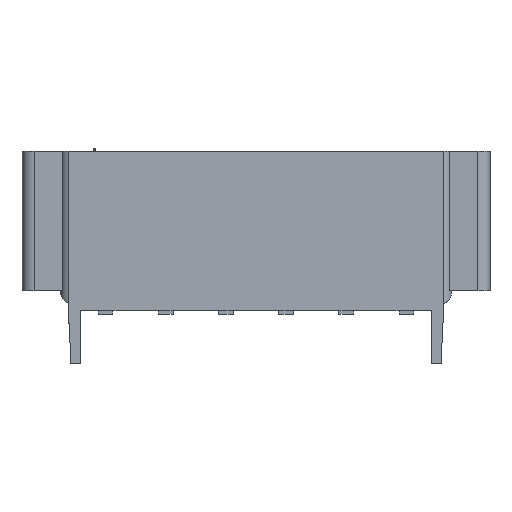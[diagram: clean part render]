
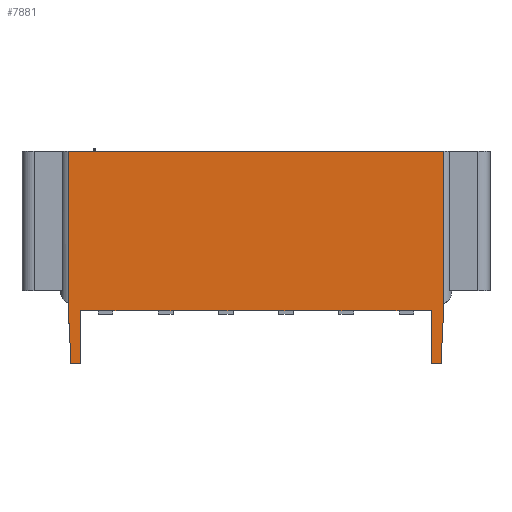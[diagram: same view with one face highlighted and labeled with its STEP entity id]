
A CAD part, front view. The second image highlights one B-rep face of the part: STEP entity #7881.
In plain terms, the highlighted planar face has unit normal (0, -1, 0).
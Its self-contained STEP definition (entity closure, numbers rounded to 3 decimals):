
#92=DIRECTION('',(1.,0.,0.));
#93=VECTOR('',#92,15.875);
#94=CARTESIAN_POINT('',(-7.938,-2.388,0.));
#95=LINE('',#94,#93);
#399=DIRECTION('',(0.,0.,1.));
#400=VECTOR('',#399,2.235);
#401=CARTESIAN_POINT('',(-7.43,-2.388,-8.966));
#402=LINE('',#401,#400);
#416=DIRECTION('',(1.,0.,0.));
#417=VECTOR('',#416,1.918);
#418=CARTESIAN_POINT('',(4.121,-2.388,-6.731));
#419=LINE('',#418,#417);
#420=DIRECTION('',(1.,0.,0.));
#421=VECTOR('',#420,0.623);
#422=CARTESIAN_POINT('',(3.499,-2.388,-6.731));
#423=LINE('',#422,#421);
#424=DIRECTION('',(1.,0.,0.));
#425=VECTOR('',#424,1.918);
#426=CARTESIAN_POINT('',(1.581,-2.388,-6.731));
#427=LINE('',#426,#425);
#428=DIRECTION('',(1.,0.,0.));
#429=VECTOR('',#428,0.623);
#430=CARTESIAN_POINT('',(0.959,-2.388,-6.731));
#431=LINE('',#430,#429);
#432=DIRECTION('',(1.,0.,0.));
#433=VECTOR('',#432,1.918);
#434=CARTESIAN_POINT('',(-0.959,-2.388,-6.731));
#435=LINE('',#434,#433);
#436=DIRECTION('',(1.,0.,0.));
#437=VECTOR('',#436,0.623);
#438=CARTESIAN_POINT('',(-1.581,-2.388,-6.731));
#439=LINE('',#438,#437);
#440=DIRECTION('',(1.,0.,0.));
#441=VECTOR('',#440,1.918);
#442=CARTESIAN_POINT('',(-3.499,-2.388,-6.731));
#443=LINE('',#442,#441);
#444=DIRECTION('',(1.,0.,0.));
#445=VECTOR('',#444,0.623);
#446=CARTESIAN_POINT('',(-4.121,-2.388,-6.731));
#447=LINE('',#446,#445);
#448=DIRECTION('',(1.,0.,0.));
#449=VECTOR('',#448,1.918);
#450=CARTESIAN_POINT('',(-6.039,-2.388,-6.731));
#451=LINE('',#450,#449);
#452=DIRECTION('',(1.,0.,0.));
#453=VECTOR('',#452,0.623);
#454=CARTESIAN_POINT('',(-6.661,-2.388,-6.731));
#455=LINE('',#454,#453);
#456=DIRECTION('',(1.,0.,0.));
#457=VECTOR('',#456,0.768);
#458=CARTESIAN_POINT('',(-7.43,-2.388,-6.731));
#459=LINE('',#458,#457);
#460=DIRECTION('',(-0.05,0.,0.999));
#461=VECTOR('',#460,2.543);
#462=CARTESIAN_POINT('',(-7.811,-2.388,-8.966));
#463=LINE('',#462,#461);
#464=DIRECTION('',(0.,0.,1.));
#465=VECTOR('',#464,6.426);
#466=CARTESIAN_POINT('',(-7.938,-2.388,-6.426));
#467=LINE('',#466,#465);
#468=DIRECTION('',(0.,0.,-1.));
#469=VECTOR('',#468,6.426);
#470=CARTESIAN_POINT('',(7.938,-2.388,0.));
#471=LINE('',#470,#469);
#472=DIRECTION('',(-0.05,0.,-0.999));
#473=VECTOR('',#472,2.543);
#474=CARTESIAN_POINT('',(7.938,-2.388,-6.426));
#475=LINE('',#474,#473);
#476=DIRECTION('',(1.,0.,0.));
#477=VECTOR('',#476,0.768);
#478=CARTESIAN_POINT('',(6.661,-2.388,-6.731));
#479=LINE('',#478,#477);
#480=DIRECTION('',(1.,0.,0.));
#481=VECTOR('',#480,0.623);
#482=CARTESIAN_POINT('',(6.039,-2.388,-6.731));
#483=LINE('',#482,#481);
#614=DIRECTION('',(0.,0.,-1.));
#615=VECTOR('',#614,2.235);
#616=CARTESIAN_POINT('',(7.43,-2.388,-6.731));
#617=LINE('',#616,#615);
#703=DIRECTION('',(1.,0.,0.));
#704=VECTOR('',#703,0.381);
#705=CARTESIAN_POINT('',(-7.811,-2.388,-8.966));
#706=LINE('',#705,#704);
#774=DIRECTION('',(1.,0.,0.));
#775=VECTOR('',#774,0.381);
#776=CARTESIAN_POINT('',(7.43,-2.388,-8.966));
#777=LINE('',#776,#775);
#6342=CARTESIAN_POINT('',(7.43,-2.388,-8.966));
#6344=VERTEX_POINT('',#6342);
#6347=CARTESIAN_POINT('',(-7.938,-2.388,0.));
#6348=VERTEX_POINT('',#6347);
#6349=CARTESIAN_POINT('',(7.938,-2.388,0.));
#6350=VERTEX_POINT('',#6349);
#6351=CARTESIAN_POINT('',(-7.43,-2.388,-8.966));
#6353=VERTEX_POINT('',#6351);
#6389=CARTESIAN_POINT('',(7.811,-2.388,-8.966));
#6391=VERTEX_POINT('',#6389);
#6394=CARTESIAN_POINT('',(7.938,-2.388,-6.426));
#6395=VERTEX_POINT('',#6394);
#6396=CARTESIAN_POINT('',(-7.811,-2.388,-8.966));
#6397=CARTESIAN_POINT('',(-7.938,-2.388,-6.426));
#6398=VERTEX_POINT('',#6396);
#6399=VERTEX_POINT('',#6397);
#7302=CARTESIAN_POINT('',(-6.661,-2.388,-6.731));
#7303=VERTEX_POINT('',#7302);
#7306=CARTESIAN_POINT('',(-6.039,-2.388,-6.731));
#7307=VERTEX_POINT('',#7306);
#7322=CARTESIAN_POINT('',(-4.121,-2.388,-6.731));
#7323=VERTEX_POINT('',#7322);
#7326=CARTESIAN_POINT('',(-3.499,-2.388,-6.731));
#7327=VERTEX_POINT('',#7326);
#7342=CARTESIAN_POINT('',(-1.581,-2.388,-6.731));
#7343=VERTEX_POINT('',#7342);
#7346=CARTESIAN_POINT('',(-0.959,-2.388,-6.731));
#7347=VERTEX_POINT('',#7346);
#7362=CARTESIAN_POINT('',(0.959,-2.388,-6.731));
#7363=VERTEX_POINT('',#7362);
#7366=CARTESIAN_POINT('',(1.581,-2.388,-6.731));
#7367=VERTEX_POINT('',#7366);
#7382=CARTESIAN_POINT('',(3.499,-2.388,-6.731));
#7383=VERTEX_POINT('',#7382);
#7386=CARTESIAN_POINT('',(4.121,-2.388,-6.731));
#7387=VERTEX_POINT('',#7386);
#7402=CARTESIAN_POINT('',(6.039,-2.388,-6.731));
#7403=VERTEX_POINT('',#7402);
#7406=CARTESIAN_POINT('',(6.661,-2.388,-6.731));
#7407=VERTEX_POINT('',#7406);
#7422=CARTESIAN_POINT('',(-7.43,-2.388,-6.731));
#7423=VERTEX_POINT('',#7422);
#7424=CARTESIAN_POINT('',(7.43,-2.388,-6.731));
#7425=VERTEX_POINT('',#7424);
#7832=CARTESIAN_POINT('',(-7.938,-2.388,0.));
#7833=DIRECTION('',(0.,-1.,0.));
#7834=DIRECTION('',(1.,0.,0.));
#7835=AXIS2_PLACEMENT_3D('',#7832,#7833,#7834);
#7836=PLANE('',#7835);
#7838=ORIENTED_EDGE('',*,*,#7837,.F.);
#7840=ORIENTED_EDGE('',*,*,#7839,.F.);
#7842=ORIENTED_EDGE('',*,*,#7841,.F.);
#7844=ORIENTED_EDGE('',*,*,#7843,.F.);
#7846=ORIENTED_EDGE('',*,*,#7845,.F.);
#7848=ORIENTED_EDGE('',*,*,#7847,.F.);
#7850=ORIENTED_EDGE('',*,*,#7849,.F.);
#7852=ORIENTED_EDGE('',*,*,#7851,.F.);
#7854=ORIENTED_EDGE('',*,*,#7853,.F.);
#7856=ORIENTED_EDGE('',*,*,#7855,.F.);
#7858=ORIENTED_EDGE('',*,*,#7857,.F.);
#7859=ORIENTED_EDGE('',*,*,#7816,.F.);
#7861=ORIENTED_EDGE('',*,*,#7860,.F.);
#7863=ORIENTED_EDGE('',*,*,#7862,.T.);
#7865=ORIENTED_EDGE('',*,*,#7864,.T.);
#7866=ORIENTED_EDGE('',*,*,#7607,.T.);
#7868=ORIENTED_EDGE('',*,*,#7867,.T.);
#7870=ORIENTED_EDGE('',*,*,#7869,.T.);
#7872=ORIENTED_EDGE('',*,*,#7871,.F.);
#7874=ORIENTED_EDGE('',*,*,#7873,.F.);
#7876=ORIENTED_EDGE('',*,*,#7875,.F.);
#7878=ORIENTED_EDGE('',*,*,#7877,.F.);
#7879=EDGE_LOOP('',(#7838,#7840,#7842,#7844,#7846,#7848,#7850,#7852,#7854,#7856,
#7858,#7859,#7861,#7863,#7865,#7866,#7868,#7870,#7872,#7874,#7876,#7878));
#7880=FACE_OUTER_BOUND('',#7879,.F.);
#7607=EDGE_CURVE('',#6348,#6350,#95,.T.);
#7816=EDGE_CURVE('',#6353,#7423,#402,.T.);
#7837=EDGE_CURVE('',#7387,#7403,#419,.T.);
#7839=EDGE_CURVE('',#7383,#7387,#423,.T.);
#7841=EDGE_CURVE('',#7367,#7383,#427,.T.);
#7843=EDGE_CURVE('',#7363,#7367,#431,.T.);
#7845=EDGE_CURVE('',#7347,#7363,#435,.T.);
#7847=EDGE_CURVE('',#7343,#7347,#439,.T.);
#7849=EDGE_CURVE('',#7327,#7343,#443,.T.);
#7851=EDGE_CURVE('',#7323,#7327,#447,.T.);
#7853=EDGE_CURVE('',#7307,#7323,#451,.T.);
#7855=EDGE_CURVE('',#7303,#7307,#455,.T.);
#7857=EDGE_CURVE('',#7423,#7303,#459,.T.);
#7860=EDGE_CURVE('',#6398,#6353,#706,.T.);
#7862=EDGE_CURVE('',#6398,#6399,#463,.T.);
#7864=EDGE_CURVE('',#6399,#6348,#467,.T.);
#7867=EDGE_CURVE('',#6350,#6395,#471,.T.);
#7869=EDGE_CURVE('',#6395,#6391,#475,.T.);
#7871=EDGE_CURVE('',#6344,#6391,#777,.T.);
#7873=EDGE_CURVE('',#7425,#6344,#617,.T.);
#7875=EDGE_CURVE('',#7407,#7425,#479,.T.);
#7877=EDGE_CURVE('',#7403,#7407,#483,.T.);
#7881=ADVANCED_FACE('',(#7880),#7836,.T.);
